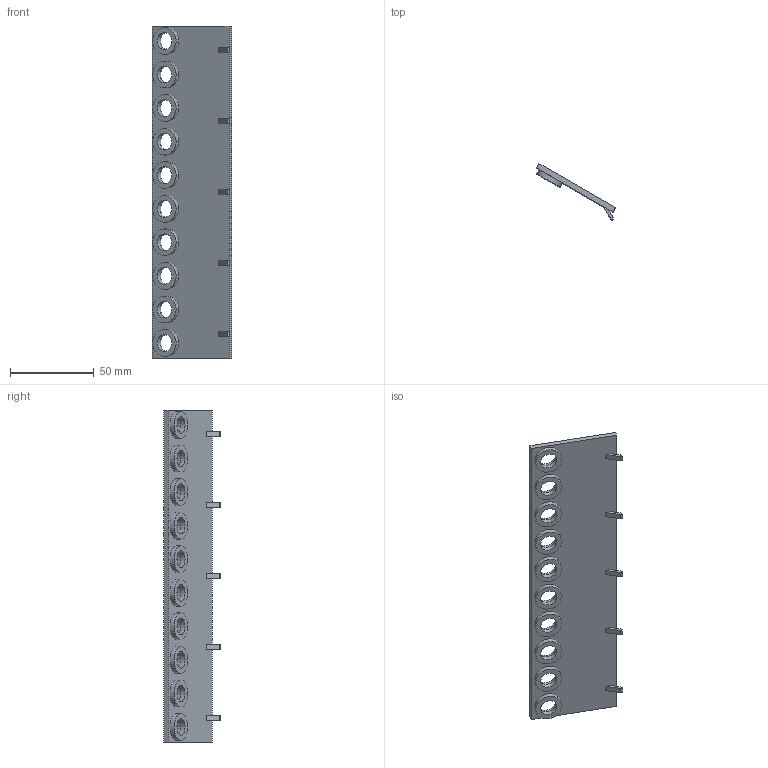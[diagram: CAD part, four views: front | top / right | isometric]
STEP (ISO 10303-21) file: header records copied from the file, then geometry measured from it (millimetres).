
FILE_DESCRIPTION(/* description */ (''),/* implementation_level */ '2;1');
FILE_NAME(/* name */ 'AlicePanel.stp',/* time_stamp */ '2024-11-24T23:15:41+02:00',/* author */ ('alex2'),/* organization */ (''),/* preprocessor_version */ 'ST-DEVELOPER v19.2',/* originating_system */ 'Autodesk Inventor 2024',/* authorisation */ '');
FILE_SCHEMA (('AUTOMOTIVE_DESIGN { 1 0 10303 214 3 1 1 }'));
Length unit declared in the file: millimetre
Products named in the file (1): AlicePanel
Bounding box: 47.14 x 33.73 x 197.9 mm (x, y, z)
Volume: 31765.1 mm3; surface area: 24715.2 mm2
Topology: 1 solids, 1 shells, 91 faces, 192 edges, 129 vertices
Faces by surface type: plane 51, cylinder 40
Full cylindrical faces by diameter (mm): 10 x10, 12 x10, 16 x10
Entity records: 2560 total; most frequent: DIRECTION 456, CARTESIAN_POINT 413, ORIENTED_EDGE 384, EDGE_CURVE 192, AXIS2_PLACEMENT_3D 172, EDGE_LOOP 136, VERTEX_POINT 128, LINE 112
